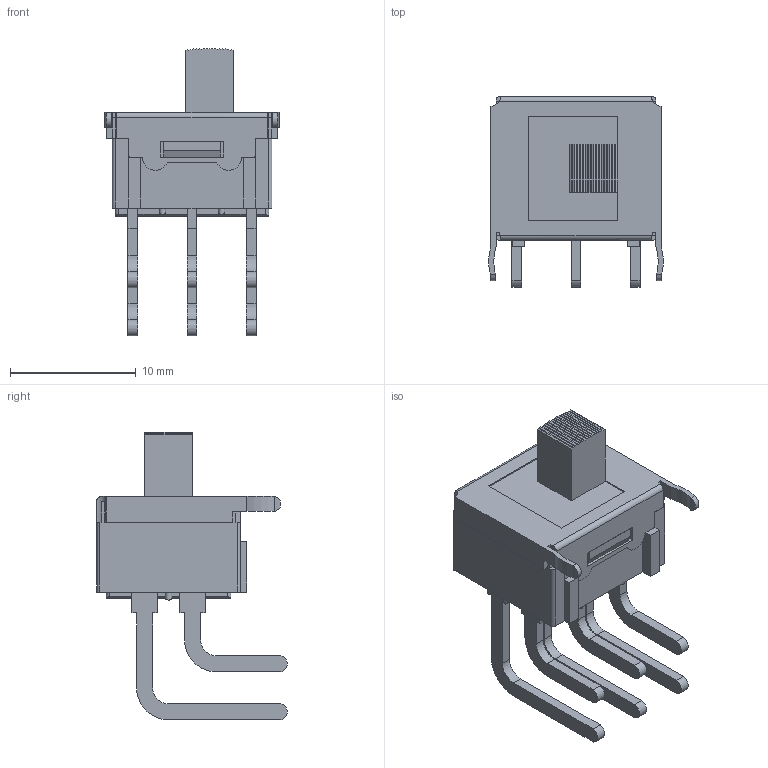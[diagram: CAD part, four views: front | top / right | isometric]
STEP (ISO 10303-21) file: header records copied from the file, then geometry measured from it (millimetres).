
FILE_DESCRIPTION( ( 'STEP AP214' ), ' ' );
FILE_NAME( 'MS22ASW30.stp', '2017-05-28T12:30:56', ( '' ), ( '' ), ' ', 'PARTsolutions', ' ' );
FILE_SCHEMA( ( 'AUTOMOTIVE_DESIGN { 1 0 10303 214 1 1 1 1 }' ) );
Length unit declared in the file: inch
Products named in the file (5): MS22ASW30; _MS2S30body; _MS2SW30trmnls; _MS2S30brac; _MS2AS30actu
Assembly tree (4 placements, depth 2):
  MS22ASW30
    _MS2S30body
    _MS2SW30trmnls
    _MS2S30brac
    _MS2AS30actu
Bounding box: 13.87 x 15.13 x 22.85 mm (x, y, z)
Volume: 1278 mm3; surface area: 1993.9 mm2
Topology: 4 solids, 4 shells, 258 faces, 709 edges, 468 vertices
Faces by surface type: plane 207, cylinder 51
Entity records: 10335 total; most frequent: CARTESIAN_POINT 1532, ORIENTED_EDGE 1418, DIRECTION 1323, EDGE_CURVE 709, LINE 605, VECTOR 605, VERTEX_POINT 468, AXIS2_PLACEMENT_3D 359
